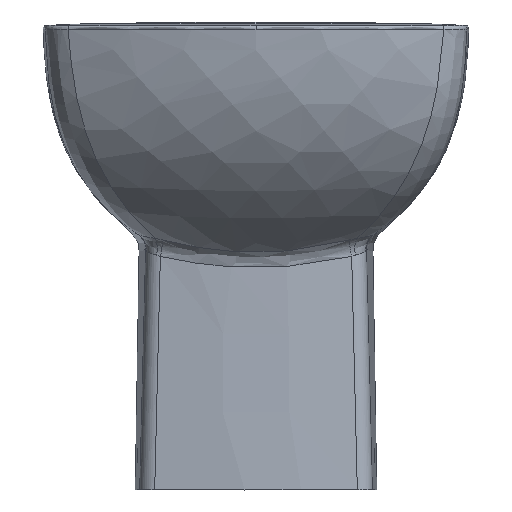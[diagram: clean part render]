
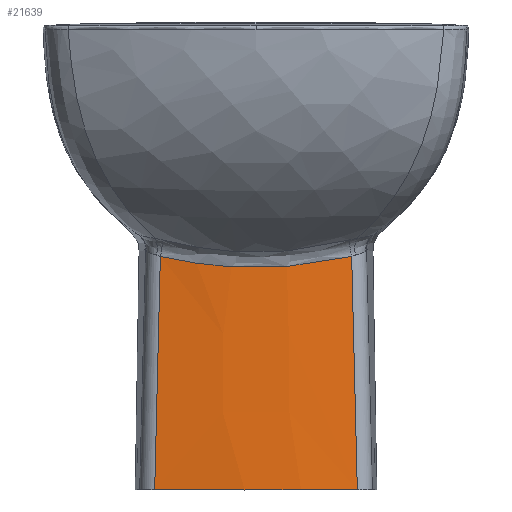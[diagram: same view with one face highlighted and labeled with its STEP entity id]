
A CAD part, left-side view. The second image highlights one B-rep face of the part: STEP entity #21639.
In plain terms, the highlighted free-form (B-spline) face has degree [3, 3] with [4, 4] control points.
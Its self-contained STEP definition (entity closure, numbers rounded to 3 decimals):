
#1390 = VERTEX_POINT ( 'NONE', #3641 ) ;
#1440 = EDGE_CURVE ( 'NONE', #13348, #31156, #8400, .T. ) ;
#1447 = CARTESIAN_POINT ( 'NONE',  ( -166.969, 81.042, 215.079 ) ) ;
#1471 = CARTESIAN_POINT ( 'NONE',  ( -168.697, -88.965, 149.381 ) ) ;
#2231 = CARTESIAN_POINT ( 'NONE',  ( -166.969, -83.702, 215.079 ) ) ;
#3641 = CARTESIAN_POINT ( 'NONE',  ( -166.969, 81.042, 215.079 ) ) ;
#4627 = CARTESIAN_POINT ( 'NONE',  ( -173.154, -14.491, 205.598 ) ) ;
#4650 = CARTESIAN_POINT ( 'NONE',  ( -177.446, -30.979, 149.381 ) ) ;
#5210 = CARTESIAN_POINT ( 'NONE',  ( -173.267, -7.899, 205.407 ) ) ;
#6162 = CARTESIAN_POINT ( 'NONE',  ( -173.921, 85.906, 13.963 ) ) ;
#6806 = B_SPLINE_CURVE_WITH_KNOTS ( 'NONE', 3,
 ( #35576, #23276, #14328, #8954 ),
 .UNSPECIFIED., .F., .F.,
 ( 4, 4 ),
 ( 0., 1. ),
 .UNSPECIFIED. ) ;
#7597 = CARTESIAN_POINT ( 'NONE',  ( -172.319, -34.642, 206.968 ) ) ;
#7620 = CARTESIAN_POINT ( 'NONE',  ( -173.567, 89.462, 9.941 ) ) ;
#8400 = B_SPLINE_CURVE_WITH_KNOTS ( 'NONE', 3,
 ( #21340, #37004, #33446, #33842 ),
 .UNSPECIFIED., .F., .F.,
 ( 4, 4 ),
 ( 0., 1. ),
 .UNSPECIFIED. ) ;
#8737 = CARTESIAN_POINT ( 'NONE',  ( -173.921, -88.566, 13.963 ) ) ;
#8954 = CARTESIAN_POINT ( 'NONE',  ( -166.969, 81.042, 215.079 ) ) ;
#9548 = EDGE_CURVE ( 'NONE', #21076, #31156, #11163, .T. ) ;
#10024 = CARTESIAN_POINT ( 'NONE',  ( -182.317, 29.356, 9.941 ) ) ;
#10409 = CARTESIAN_POINT ( 'NONE',  ( -171.132, -90.544, 79.661 ) ) ;
#11059 = B_SPLINE_CURVE_WITH_KNOTS ( 'NONE', 3,
 ( #2231, #13559, #32433, #7597, #38566, #11171, #4627, #37982, #5210, #38180, #28881, #23496, #25885, #35596, #23108, #1447 ),
 .UNSPECIFIED., .F., .F.,
 ( 4, 2, 2, 2, 2, 2, 2, 4 ),
 ( 0., 0.25, 0.375, 0.437, 0.469, 0.5, 0.75, 1. ),
 .UNSPECIFIED. ) ;
#11163 = B_SPLINE_CURVE_WITH_KNOTS ( 'NONE', 3,
 ( #15616, #27751, #27947, #13215 ),
 .UNSPECIFIED., .F., .F.,
 ( 4, 4 ),
 ( 0., 1. ),
 .UNSPECIFIED. ) ;
#11171 = CARTESIAN_POINT ( 'NONE',  ( -173.062, -17.814, 205.75 ) ) ;
#12804 = ORIENTED_EDGE ( 'NONE', *, *, #14847, .F. ) ;
#13003 = CARTESIAN_POINT ( 'NONE',  ( -168.697, 86.305, 149.381 ) ) ;
#13215 = CARTESIAN_POINT ( 'NONE',  ( -173.921, -88.566, 13.963 ) ) ;
#13348 = VERTEX_POINT ( 'NONE', #6162 ) ;
#13559 = CARTESIAN_POINT ( 'NONE',  ( -169.197, -69.35, 211.835 ) ) ;
#14248 = EDGE_LOOP ( 'NONE', ( #12804, #27875, #15784, #21720 ) ) ;
#14328 = CARTESIAN_POINT ( 'NONE',  ( -169.286, 82.663, 148.04 ) ) ;
#14847 = EDGE_CURVE ( 'NONE', #13348, #1390, #6806, .T. ) ;
#15616 = CARTESIAN_POINT ( 'NONE',  ( -166.969, -83.702, 215.079 ) ) ;
#15784 = ORIENTED_EDGE ( 'NONE', *, *, #9548, .F. ) ;
#15843 = CARTESIAN_POINT ( 'NONE',  ( -166.969, -83.702, 215.079 ) ) ;
#15989 = CARTESIAN_POINT ( 'NONE',  ( -177.446, 28.319, 149.381 ) ) ;
#16187 = CARTESIAN_POINT ( 'NONE',  ( -173.567, -92.122, 9.941 ) ) ;
#19555 = CARTESIAN_POINT ( 'NONE',  ( -171.132, 87.884, 79.661 ) ) ;
#19752 = CARTESIAN_POINT ( 'NONE',  ( -166.262, -87.387, 219.101 ) ) ;
#21076 = VERTEX_POINT ( 'NONE', #15843 ) ;
#21340 = CARTESIAN_POINT ( 'NONE',  ( -173.921, 85.906, 13.963 ) ) ;
#21639 = ADVANCED_FACE ( 'NONE', ( #31872 ), #37611, .F. ) ;
#21720 = ORIENTED_EDGE ( 'NONE', *, *, #27697, .T. ) ;
#22156 = CARTESIAN_POINT ( 'NONE',  ( -182.317, -32.016, 9.941 ) ) ;
#22736 = CARTESIAN_POINT ( 'NONE',  ( -175.011, -30.461, 219.101 ) ) ;
#23108 = CARTESIAN_POINT ( 'NONE',  ( -169.198, 66.679, 211.832 ) ) ;
#23276 = CARTESIAN_POINT ( 'NONE',  ( -171.604, 84.285, 81.002 ) ) ;
#23496 = CARTESIAN_POINT ( 'NONE',  ( -173.305, 11.644, 205.341 ) ) ;
#25885 = CARTESIAN_POINT ( 'NONE',  ( -172.835, 25.061, 206.151 ) ) ;
#27697 = EDGE_CURVE ( 'NONE', #21076, #1390, #11059, .T. ) ;
#27751 = CARTESIAN_POINT ( 'NONE',  ( -169.286, -85.324, 148.04 ) ) ;
#27875 = ORIENTED_EDGE ( 'NONE', *, *, #1440, .T. ) ;
#27947 = CARTESIAN_POINT ( 'NONE',  ( -171.604, -86.945, 81.002 ) ) ;
#28705 = CARTESIAN_POINT ( 'NONE',  ( -179.881, -31.498, 79.661 ) ) ;
#28881 = CARTESIAN_POINT ( 'NONE',  ( -173.304, -2.995, 205.343 ) ) ;
#31104 = CARTESIAN_POINT ( 'NONE',  ( -166.262, 84.727, 219.101 ) ) ;
#31156 = VERTEX_POINT ( 'NONE', #8737 ) ;
#31678 = CARTESIAN_POINT ( 'NONE',  ( -179.881, 28.838, 79.661 ) ) ;
#31872 = FACE_OUTER_BOUND ( 'NONE', #14248, .T. ) ;
#32433 = CARTESIAN_POINT ( 'NONE',  ( -170.779, -55.261, 209.402 ) ) ;
#33446 = CARTESIAN_POINT ( 'NONE',  ( -182.011, -30.784, 13.963 ) ) ;
#33842 = CARTESIAN_POINT ( 'NONE',  ( -173.921, -88.566, 13.963 ) ) ;
#35576 = CARTESIAN_POINT ( 'NONE',  ( -173.921, 85.906, 13.963 ) ) ;
#35596 = CARTESIAN_POINT ( 'NONE',  ( -170.781, 52.579, 209.397 ) ) ;
#37004 = CARTESIAN_POINT ( 'NONE',  ( -182.011, 28.125, 13.963 ) ) ;
#37232 = CARTESIAN_POINT ( 'NONE',  ( -175.011, 27.801, 219.101 ) ) ;
#37611 = B_SPLINE_SURFACE_WITH_KNOTS ( 'NONE', 3, 3, ( 
 ( #31104, #13003, #19555, #7620 ),
 ( #37232, #15989, #31678, #10024 ),
 ( #22736, #4650, #28705, #22156 ),
 ( #19752, #1471, #10409, #16187 ) ),
 .UNSPECIFIED., .F., .F., .F.,
 ( 4, 4 ),
 ( 4, 4 ),
 ( 0., 1. ),
 ( 0., 1. ),
 .UNSPECIFIED. ) ;
#37982 = CARTESIAN_POINT ( 'NONE',  ( -173.244, -9.542, 205.445 ) ) ;
#38180 = CARTESIAN_POINT ( 'NONE',  ( -173.297, -4.625, 205.356 ) ) ;
#38566 = CARTESIAN_POINT ( 'NONE',  ( -172.693, -27.855, 206.359 ) ) ;
